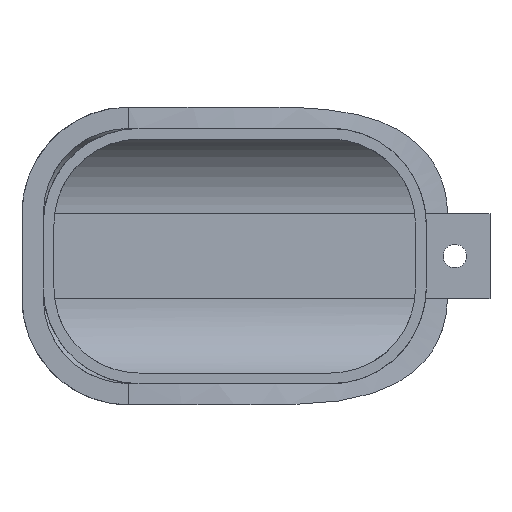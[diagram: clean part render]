
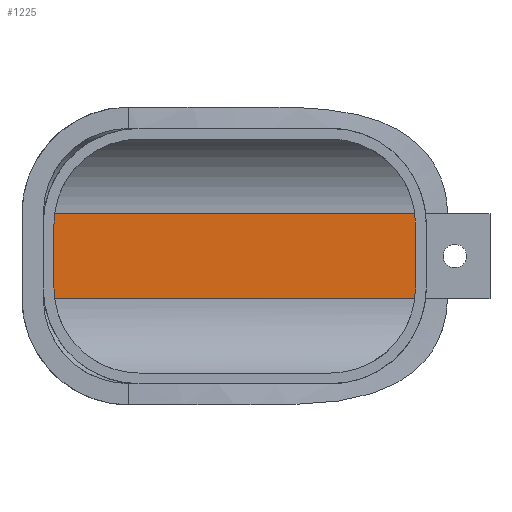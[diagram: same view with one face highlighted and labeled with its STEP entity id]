
A CAD part, front view. The second image highlights one B-rep face of the part: STEP entity #1225.
In plain terms, the highlighted planar face has unit normal (0, -1, 0).
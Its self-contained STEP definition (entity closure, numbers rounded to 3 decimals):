
#32 = ORIENTED_EDGE ( 'NONE', *, *, #1646, .F. ) ;
#36 = ORIENTED_EDGE ( 'NONE', *, *, #1264, .F. ) ;
#121 = CARTESIAN_POINT ( 'NONE',  ( 37., 23., -17. ) ) ;
#184 = CARTESIAN_POINT ( 'NONE',  ( 11., 23., -11. ) ) ;
#193 = LINE ( 'NONE', #1456, #1338 ) ;
#258 = LINE ( 'NONE', #293, #2901 ) ;
#276 = VERTEX_POINT ( 'NONE', #1609 ) ;
#293 = CARTESIAN_POINT ( 'NONE',  ( 37., 23., 0. ) ) ;
#342 = DIRECTION ( 'NONE',  ( 0., 0., 1. ) ) ;
#459 = CARTESIAN_POINT ( 'NONE',  ( 37., 23., -11. ) ) ;
#466 = FACE_OUTER_BOUND ( 'NONE', #1965, .T. ) ;
#545 = VERTEX_POINT ( 'NONE', #2455 ) ;
#554 = DIRECTION ( 'NONE',  ( 0., 0., -1. ) ) ;
#586 = EDGE_CURVE ( 'NONE', #2263, #2298, #1175, .T. ) ;
#615 = DIRECTION ( 'NONE',  ( 0., 0., 1. ) ) ;
#626 = DIRECTION ( 'NONE',  ( 0., -1., 0. ) ) ;
#641 = VERTEX_POINT ( 'NONE', #1126 ) ;
#697 = CIRCLE ( 'NONE', #1908, 8. ) ;
#707 = EDGE_CURVE ( 'NONE', #641, #276, #2943, .T. ) ;
#708 = ORIENTED_EDGE ( 'NONE', *, *, #586, .T. ) ;
#872 = CARTESIAN_POINT ( 'NONE',  ( 50., 23., -10. ) ) ;
#913 = DIRECTION ( 'NONE',  ( 0., 0., 1. ) ) ;
#918 = AXIS2_PLACEMENT_3D ( 'NONE', #2297, #2059, #2728 ) ;
#937 = ORIENTED_EDGE ( 'NONE', *, *, #1479, .T. ) ;
#943 = EDGE_CURVE ( 'NONE', #1345, #2602, #697, .T. ) ;
#961 = VECTOR ( 'NONE', #1326, 1000. ) ;
#1115 = AXIS2_PLACEMENT_3D ( 'NONE', #2653, #1669, #342 ) ;
#1126 = CARTESIAN_POINT ( 'NONE',  ( 3., 23., -17. ) ) ;
#1175 = CIRCLE ( 'NONE', #1692, 8. ) ;
#1216 = VERTEX_POINT ( 'NONE', #459 ) ;
#1225 = ADVANCED_FACE ( 'NONE', ( #466 ), #2416, .F. ) ;
#1264 = EDGE_CURVE ( 'NONE', #1345, #276, #193, .T. ) ;
#1311 = DIRECTION ( 'NONE',  ( 0., 0., 1. ) ) ;
#1326 = DIRECTION ( 'NONE',  ( -1., 0., 0. ) ) ;
#1338 = VECTOR ( 'NONE', #1886, 1000. ) ;
#1345 = VERTEX_POINT ( 'NONE', #1491 ) ;
#1456 = CARTESIAN_POINT ( 'NONE',  ( 0., 23., -18. ) ) ;
#1479 = EDGE_CURVE ( 'NONE', #545, #2263, #2216, .T. ) ;
#1491 = CARTESIAN_POINT ( 'NONE',  ( 36.937, 23., -18. ) ) ;
#1513 = CARTESIAN_POINT ( 'NONE',  ( 3.063, 23., -10. ) ) ;
#1525 = AXIS2_PLACEMENT_3D ( 'NONE', #2497, #2776, #913 ) ;
#1552 = CIRCLE ( 'NONE', #1525, 8. ) ;
#1601 = ORIENTED_EDGE ( 'NONE', *, *, #707, .T. ) ;
#1609 = CARTESIAN_POINT ( 'NONE',  ( 3.063, 23., -18. ) ) ;
#1646 = EDGE_CURVE ( 'NONE', #545, #1216, #1552, .T. ) ;
#1669 = DIRECTION ( 'NONE',  ( 0., 1., 0. ) ) ;
#1692 = AXIS2_PLACEMENT_3D ( 'NONE', #184, #2492, #1311 ) ;
#1886 = DIRECTION ( 'NONE',  ( -1., 0., 0. ) ) ;
#1908 = AXIS2_PLACEMENT_3D ( 'NONE', #2668, #626, #615 ) ;
#1965 = EDGE_LOOP ( 'NONE', ( #708, #2559, #1601, #36, #2912, #2626, #32, #937 ) ) ;
#1969 = CARTESIAN_POINT ( 'NONE',  ( 3., 23., -11. ) ) ;
#2059 = DIRECTION ( 'NONE',  ( 0., -1., 0. ) ) ;
#2190 = CARTESIAN_POINT ( 'NONE',  ( 3., 23., 0. ) ) ;
#2216 = LINE ( 'NONE', #872, #961 ) ;
#2263 = VERTEX_POINT ( 'NONE', #1513 ) ;
#2297 = CARTESIAN_POINT ( 'NONE',  ( 11., 23., -17. ) ) ;
#2298 = VERTEX_POINT ( 'NONE', #1969 ) ;
#2416 = PLANE ( 'NONE',  #1115 ) ;
#2424 = DIRECTION ( 'NONE',  ( 0., 0., -1. ) ) ;
#2455 = CARTESIAN_POINT ( 'NONE',  ( 36.937, 23., -10. ) ) ;
#2492 = DIRECTION ( 'NONE',  ( 0., -1., 0. ) ) ;
#2497 = CARTESIAN_POINT ( 'NONE',  ( 29., 23., -11. ) ) ;
#2501 = LINE ( 'NONE', #2190, #2858 ) ;
#2540 = EDGE_CURVE ( 'NONE', #1216, #2602, #258, .T. ) ;
#2559 = ORIENTED_EDGE ( 'NONE', *, *, #2758, .T. ) ;
#2602 = VERTEX_POINT ( 'NONE', #121 ) ;
#2626 = ORIENTED_EDGE ( 'NONE', *, *, #2540, .F. ) ;
#2653 = CARTESIAN_POINT ( 'NONE',  ( 0., 23., -28. ) ) ;
#2668 = CARTESIAN_POINT ( 'NONE',  ( 29., 23., -17. ) ) ;
#2728 = DIRECTION ( 'NONE',  ( 0., 0., 1. ) ) ;
#2758 = EDGE_CURVE ( 'NONE', #2298, #641, #2501, .T. ) ;
#2776 = DIRECTION ( 'NONE',  ( 0., 1., 0. ) ) ;
#2858 = VECTOR ( 'NONE', #2424, 1000. ) ;
#2901 = VECTOR ( 'NONE', #554, 1000. ) ;
#2912 = ORIENTED_EDGE ( 'NONE', *, *, #943, .T. ) ;
#2943 = CIRCLE ( 'NONE', #918, 8. ) ;
